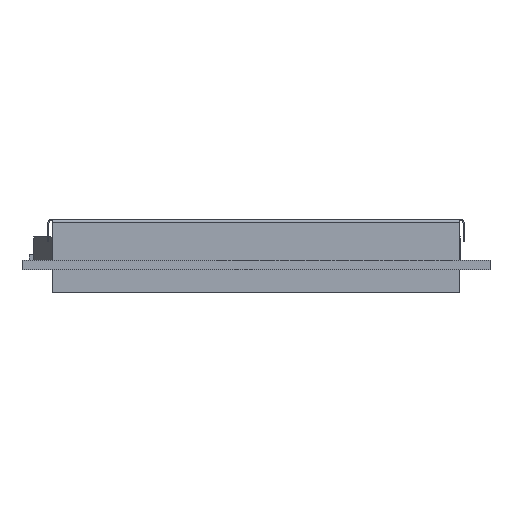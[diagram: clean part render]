
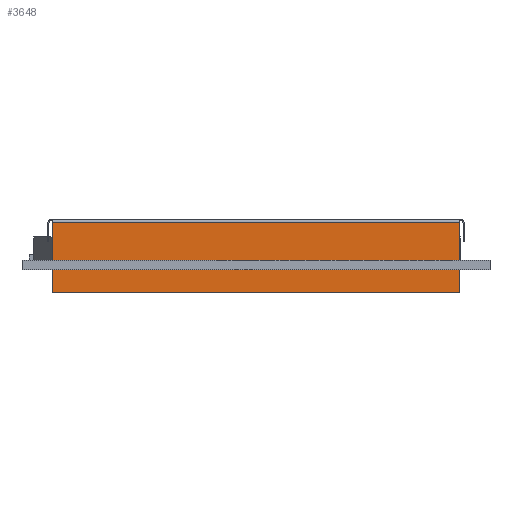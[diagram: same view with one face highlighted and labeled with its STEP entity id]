
A CAD part, front view. The second image highlights one B-rep face of the part: STEP entity #3648.
In plain terms, the highlighted planar face has unit normal (0, -1, 0).
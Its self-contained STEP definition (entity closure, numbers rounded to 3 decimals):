
#376 = VECTOR ( 'NONE', #10612, 1000. ) ;
#421 = CARTESIAN_POINT ( 'NONE',  ( -34.8, -12.25, 7.3 ) ) ;
#642 = CARTESIAN_POINT ( 'NONE',  ( -34.8, -12.25, 7.3 ) ) ;
#863 = VECTOR ( 'NONE', #7264, 1000. ) ;
#914 = DIRECTION ( 'NONE',  ( 0., 1., 0. ) ) ;
#996 = AXIS2_PLACEMENT_3D ( 'NONE', #6222, #914, #7749 ) ;
#1346 = DIRECTION ( 'NONE',  ( -1., 0., 0. ) ) ;
#2578 = VECTOR ( 'NONE', #11837, 1000. ) ;
#2721 = EDGE_CURVE ( 'NONE', #11434, #11626, #5729, .T. ) ;
#3579 = ORIENTED_EDGE ( 'NONE', *, *, #11337, .T. ) ;
#3648 = ADVANCED_FACE ( 'NONE', ( #5247 ), #11523, .F. ) ;
#3778 = CARTESIAN_POINT ( 'NONE',  ( 34.8, -12.25, 7.3 ) ) ;
#3920 = CARTESIAN_POINT ( 'NONE',  ( 34.8, -12.25, -4.7 ) ) ;
#3970 = EDGE_CURVE ( 'NONE', #10663, #11626, #11933, .T. ) ;
#4999 = CARTESIAN_POINT ( 'NONE',  ( 34.8, -12.25, 7.3 ) ) ;
#5130 = VERTEX_POINT ( 'NONE', #6768 ) ;
#5247 = FACE_OUTER_BOUND ( 'NONE', #11773, .T. ) ;
#5729 = LINE ( 'NONE', #421, #863 ) ;
#6222 = CARTESIAN_POINT ( 'NONE',  ( 34.8, -12.25, 7.3 ) ) ;
#6253 = ORIENTED_EDGE ( 'NONE', *, *, #3970, .F. ) ;
#6648 = CARTESIAN_POINT ( 'NONE',  ( 34.8, -12.25, -4.7 ) ) ;
#6768 = CARTESIAN_POINT ( 'NONE',  ( 34.8, -12.25, 7.3 ) ) ;
#7264 = DIRECTION ( 'NONE',  ( 0., 0., -1. ) ) ;
#7377 = VECTOR ( 'NONE', #1346, 1000. ) ;
#7749 = DIRECTION ( 'NONE',  ( 0., 0., 1. ) ) ;
#8506 = ORIENTED_EDGE ( 'NONE', *, *, #9695, .F. ) ;
#9024 = LINE ( 'NONE', #3778, #376 ) ;
#9097 = CARTESIAN_POINT ( 'NONE',  ( -34.8, -12.25, -4.7 ) ) ;
#9695 = EDGE_CURVE ( 'NONE', #5130, #10663, #9024, .T. ) ;
#10279 = LINE ( 'NONE', #4999, #2578 ) ;
#10612 = DIRECTION ( 'NONE',  ( 0., 0., -1. ) ) ;
#10663 = VERTEX_POINT ( 'NONE', #3920 ) ;
#11337 = EDGE_CURVE ( 'NONE', #5130, #11434, #10279, .T. ) ;
#11434 = VERTEX_POINT ( 'NONE', #642 ) ;
#11523 = PLANE ( 'NONE',  #996 ) ;
#11626 = VERTEX_POINT ( 'NONE', #9097 ) ;
#11773 = EDGE_LOOP ( 'NONE', ( #11987, #6253, #8506, #3579 ) ) ;
#11837 = DIRECTION ( 'NONE',  ( -1., 0., 0. ) ) ;
#11933 = LINE ( 'NONE', #6648, #7377 ) ;
#11987 = ORIENTED_EDGE ( 'NONE', *, *, #2721, .T. ) ;
